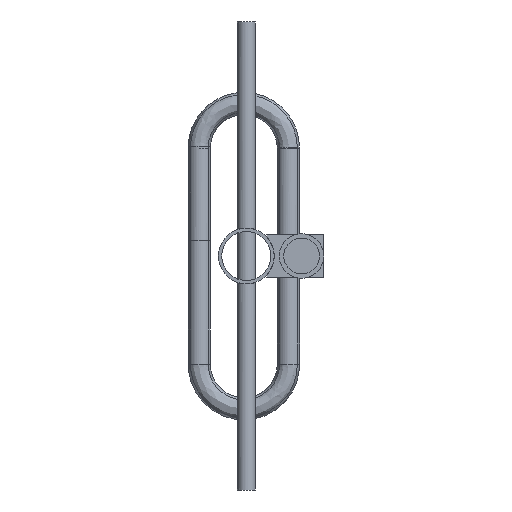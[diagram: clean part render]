
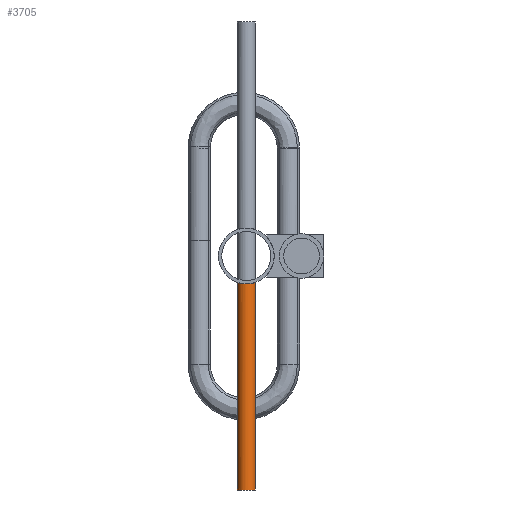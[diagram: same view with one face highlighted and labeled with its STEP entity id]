
A CAD part, front view. The second image highlights one B-rep face of the part: STEP entity #3705.
In plain terms, the highlighted cylindrical face has radius 4 mm (diameter 8 mm), a partial arc.
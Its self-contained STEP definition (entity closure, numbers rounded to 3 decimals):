
#179 = CARTESIAN_POINT ( 'NONE',  ( 0.263, -377.5, -12.5 ) ) ;
#300 = ORIENTED_EDGE ( 'NONE', *, *, #3833, .F. ) ;
#383 = CARTESIAN_POINT ( 'NONE',  ( 4., -373.5, 105. ) ) ;
#430 = CARTESIAN_POINT ( 'NONE',  ( -1.295, -377.293, -12.435 ) ) ;
#436 = LINE ( 'NONE', #383, #6203 ) ;
#533 = CARTESIAN_POINT ( 'NONE',  ( -1.776, -377.093, -12.375 ) ) ;
#1058 = DIRECTION ( 'NONE',  ( -1., 0., 0. ) ) ;
#1104 = CARTESIAN_POINT ( 'NONE',  ( -2.444, -376.678, -12.261 ) ) ;
#1145 = ORIENTED_EDGE ( 'NONE', *, *, #2616, .T. ) ;
#1269 = VERTEX_POINT ( 'NONE', #5911 ) ;
#1452 = CARTESIAN_POINT ( 'NONE',  ( 0., -377.5, -12.5 ) ) ;
#1661 = ORIENTED_EDGE ( 'NONE', *, *, #3875, .T. ) ;
#2021 = CARTESIAN_POINT ( 'NONE',  ( 0., -377.5, -12.5 ) ) ;
#2560 = CARTESIAN_POINT ( 'NONE',  ( -4., -373.5, -11.843 ) ) ;
#2616 = EDGE_CURVE ( 'NONE', #6040, #6238, #2677, .T. ) ;
#2654 = CARTESIAN_POINT ( 'NONE',  ( -3.178, -375.943, -12.09 ) ) ;
#2677 = LINE ( 'NONE', #6623, #4378 ) ;
#2689 = CARTESIAN_POINT ( 'NONE',  ( 3.594, -375.276, -11.973 ) ) ;
#2707 = CARTESIAN_POINT ( 'NONE',  ( 0., -373.5, -105. ) ) ;
#2741 = CARTESIAN_POINT ( 'NONE',  ( 1.294, -377.294, -12.435 ) ) ;
#2754 = DIRECTION ( 'NONE',  ( -1., 0., 0. ) ) ;
#3047 = B_SPLINE_CURVE_WITH_KNOTS ( 'NONE', 3,
 ( #4094, #179, #3323, #9767, #2741, #7935, #6584, #4326, #9720, #3556, #6686, #7411, #2689, #5871, #9820, #5918, #6738, #4427 ),
 .UNSPECIFIED., .F., .F.,
 ( 4, 2, 2, 2, 2, 2, 2, 2, 4 ),
 ( 0.006, 0.007, 0.008, 0.009, 0.009, 0.01, 0.011, 0.012, 0.013 ),
 .UNSPECIFIED. ) ;
#3095 = CARTESIAN_POINT ( 'NONE',  ( 4., -373.5, -11.843 ) ) ;
#3323 = CARTESIAN_POINT ( 'NONE',  ( 0.53, -377.473, -12.491 ) ) ;
#3428 = CARTESIAN_POINT ( 'NONE',  ( -3.592, -375.28, -11.973 ) ) ;
#3516 = CYLINDRICAL_SURFACE ( 'NONE', #8966, 4. ) ;
#3556 = CARTESIAN_POINT ( 'NONE',  ( 3.015, -376.142, -12.132 ) ) ;
#3670 = CARTESIAN_POINT ( 'NONE',  ( -1.041, -377.371, -12.459 ) ) ;
#3705 = ADVANCED_FACE ( 'NONE', ( #5007 ), #3516, .T. ) ;
#3833 = EDGE_CURVE ( 'NONE', #4804, #1269, #436, .T. ) ;
#3875 = EDGE_CURVE ( 'NONE', #6238, #1269, #8793, .T. ) ;
#4094 = CARTESIAN_POINT ( 'NONE',  ( 0., -377.5, -12.5 ) ) ;
#4191 = CARTESIAN_POINT ( 'NONE',  ( -3.793, -374.796, -11.911 ) ) ;
#4326 = CARTESIAN_POINT ( 'NONE',  ( 2.443, -376.678, -12.261 ) ) ;
#4378 = VECTOR ( 'NONE', #8163, 1000. ) ;
#4427 = CARTESIAN_POINT ( 'NONE',  ( 4., -373.5, -11.843 ) ) ;
#4804 = VERTEX_POINT ( 'NONE', #3095 ) ;
#4869 = AXIS2_PLACEMENT_3D ( 'NONE', #2707, #6602, #1058 ) ;
#4920 = CARTESIAN_POINT ( 'NONE',  ( -3.871, -374.541, -11.886 ) ) ;
#5007 = FACE_OUTER_BOUND ( 'NONE', #8332, .T. ) ;
#5149 = CARTESIAN_POINT ( 'NONE',  ( -4., -373.5, -105. ) ) ;
#5590 = CARTESIAN_POINT ( 'NONE',  ( -3.974, -374.028, -11.852 ) ) ;
#5607 = VERTEX_POINT ( 'NONE', #1452 ) ;
#5782 = CARTESIAN_POINT ( 'NONE',  ( -3.011, -376.146, -12.134 ) ) ;
#5871 = CARTESIAN_POINT ( 'NONE',  ( 3.794, -374.794, -11.911 ) ) ;
#5883 = CARTESIAN_POINT ( 'NONE',  ( -2.006, -376.97, -12.34 ) ) ;
#5911 = CARTESIAN_POINT ( 'NONE',  ( 4., -373.5, -105. ) ) ;
#5918 = CARTESIAN_POINT ( 'NONE',  ( 3.974, -374.027, -11.852 ) ) ;
#6040 = VERTEX_POINT ( 'NONE', #2560 ) ;
#6203 = VECTOR ( 'NONE', #7478, 1000. ) ;
#6238 = VERTEX_POINT ( 'NONE', #5149 ) ;
#6271 = EDGE_CURVE ( 'NONE', #5607, #4804, #3047, .T. ) ;
#6549 = CARTESIAN_POINT ( 'NONE',  ( -3.469, -375.509, -12.01 ) ) ;
#6584 = CARTESIAN_POINT ( 'NONE',  ( 2.012, -376.967, -12.339 ) ) ;
#6602 = DIRECTION ( 'NONE',  ( 0., 0., 1. ) ) ;
#6623 = CARTESIAN_POINT ( 'NONE',  ( -4., -373.5, 105. ) ) ;
#6686 = CARTESIAN_POINT ( 'NONE',  ( 3.179, -375.942, -12.09 ) ) ;
#6738 = CARTESIAN_POINT ( 'NONE',  ( 4., -373.762, -11.843 ) ) ;
#6803 = CARTESIAN_POINT ( 'NONE',  ( -0.524, -377.474, -12.492 ) ) ;
#6960 = EDGE_CURVE ( 'NONE', #6040, #5607, #9155, .T. ) ;
#7411 = CARTESIAN_POINT ( 'NONE',  ( 3.468, -375.51, -12.01 ) ) ;
#7478 = DIRECTION ( 'NONE',  ( 0., 0., -1. ) ) ;
#7528 = ORIENTED_EDGE ( 'NONE', *, *, #6960, .F. ) ;
#7935 = CARTESIAN_POINT ( 'NONE',  ( 1.781, -377.091, -12.375 ) ) ;
#7977 = ORIENTED_EDGE ( 'NONE', *, *, #6271, .F. ) ;
#8089 = CARTESIAN_POINT ( 'NONE',  ( -4., -373.5, -11.843 ) ) ;
#8133 = DIRECTION ( 'NONE',  ( 0., 0., -1. ) ) ;
#8139 = CARTESIAN_POINT ( 'NONE',  ( -2.644, -376.513, -12.219 ) ) ;
#8163 = DIRECTION ( 'NONE',  ( 0., 0., -1. ) ) ;
#8332 = EDGE_LOOP ( 'NONE', ( #300, #7977, #7528, #1145, #1661 ) ) ;
#8793 = CIRCLE ( 'NONE', #4869, 4. ) ;
#8812 = CARTESIAN_POINT ( 'NONE',  ( -4., -373.766, -11.843 ) ) ;
#8966 = AXIS2_PLACEMENT_3D ( 'NONE', #9780, #8133, #2754 ) ;
#9155 = B_SPLINE_CURVE_WITH_KNOTS ( 'NONE', 3,
 ( #8089, #8812, #5590, #4920, #4191, #3428, #6549, #2654, #5782, #8139, #1104, #5883, #533, #430, #3670, #6803, #9879, #2021 ),
 .UNSPECIFIED., .F., .F.,
 ( 4, 2, 2, 2, 2, 2, 2, 2, 4 ),
 ( 0., 0.001, 0.002, 0.002, 0.003, 0.004, 0.005, 0.006, 0.006 ),
 .UNSPECIFIED. ) ;
#9720 = CARTESIAN_POINT ( 'NONE',  ( 2.647, -376.511, -12.218 ) ) ;
#9767 = CARTESIAN_POINT ( 'NONE',  ( 1.044, -377.37, -12.459 ) ) ;
#9780 = CARTESIAN_POINT ( 'NONE',  ( 0., -373.5, 105. ) ) ;
#9820 = CARTESIAN_POINT ( 'NONE',  ( 3.87, -374.545, -11.886 ) ) ;
#9879 = CARTESIAN_POINT ( 'NONE',  ( -0.263, -377.5, -12.5 ) ) ;
